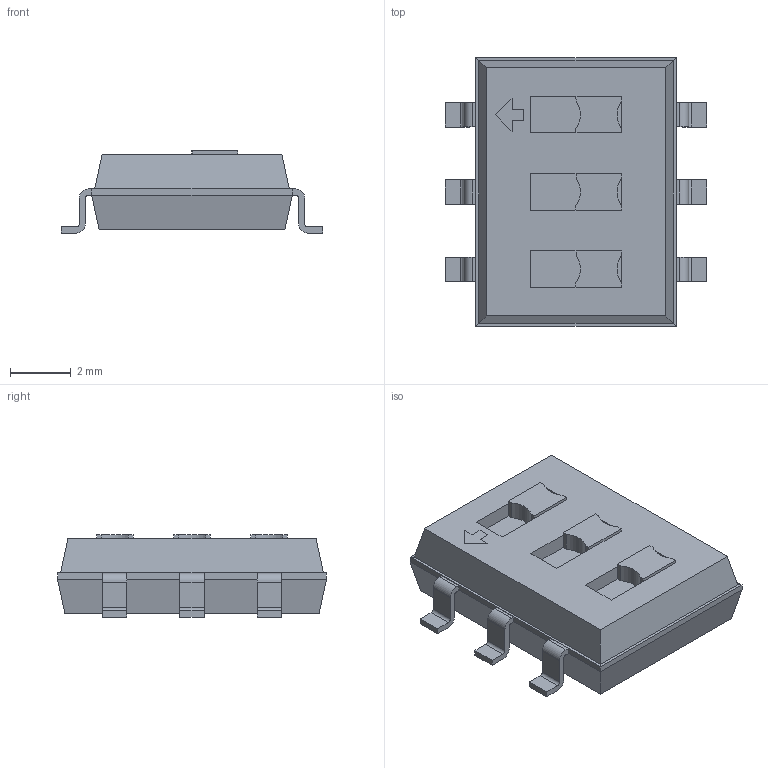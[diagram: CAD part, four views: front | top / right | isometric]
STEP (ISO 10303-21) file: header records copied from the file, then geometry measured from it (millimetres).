
FILE_DESCRIPTION(/* description */ ('model of SW_DIP_x3_W8.61mm_Slide_LowProfile'),/* implementation_level */ '2;1');
FILE_NAME(/* name */ 'SW_DIP_x3_W8.61mm_Slide_LowProfile.step',/* time_stamp */ '2018-01-07T21:26:06',/* author */ ('Terje Io','https://github.com/terjeio'),/* organization */ ('FreeCAD'),/* preprocessor_version */ 'OCC',/* originating_system */ 'kicad StepUp',/* authorisation */ '');
FILE_SCHEMA(('AUTOMOTIVE_DESIGN_CC2 { 1 2 10303 214 -1 1 5 4 }'));
Length unit declared in the file: millimetre
Products named in the file (1): SW_DIP_x3_W861mm_Slide_LowProfile
Bounding box: 8.61 x 8.85 x 2.7 mm (x, y, z)
Volume: 133.6 mm3; surface area: 217.5 mm2
Topology: 7 solids, 7 shells, 148 faces, 373 edges, 243 vertices
Faces by surface type: plane 106, cylinder 30, bspline 12
Entity records: 2909 total; most frequent: ORIENTED_EDGE 630, EDGE_CURVE 373, CARTESIAN_POINT 317, LINE 264, VERTEX_POINT 243, AXIS2_PLACEMENT_3D 179, FACE_BOUND 152, EDGE_LOOP 152
